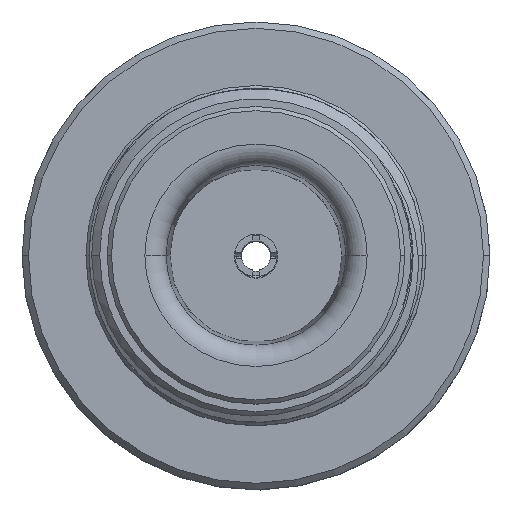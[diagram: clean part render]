
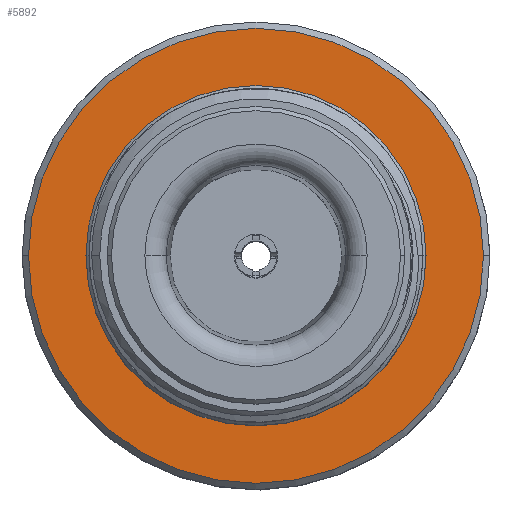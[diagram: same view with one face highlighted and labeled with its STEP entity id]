
A CAD part, top view. The second image highlights one B-rep face of the part: STEP entity #5892.
In plain terms, the highlighted planar face has unit normal (0, 0, 1).
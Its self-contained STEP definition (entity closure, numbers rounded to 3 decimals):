
#122 = AXIS2_PLACEMENT_3D ( 'NONE', #9309, #18008, #4915 ) ;
#1855 = CARTESIAN_POINT ( 'NONE',  ( 8., 0., 13.4 ) ) ;
#2341 = DIRECTION ( 'NONE',  ( -1., 0., 0. ) ) ;
#2536 = CARTESIAN_POINT ( 'NONE',  ( 0., 0., 13.4 ) ) ;
#2694 = VERTEX_POINT ( 'NONE', #6427 ) ;
#2888 = DIRECTION ( 'NONE',  ( -1., 0., 0. ) ) ;
#2890 = CARTESIAN_POINT ( 'NONE',  ( -8., 0., 13.4 ) ) ;
#3199 = FACE_OUTER_BOUND ( 'NONE', #9169, .T. ) ;
#3307 = DIRECTION ( 'NONE',  ( -1., 0., 0. ) ) ;
#4219 = DIRECTION ( 'NONE',  ( -1., 0., 0. ) ) ;
#4915 = DIRECTION ( 'NONE',  ( 1., 0., 0. ) ) ;
#5299 = AXIS2_PLACEMENT_3D ( 'NONE', #12925, #9848, #4219 ) ;
#5414 = EDGE_CURVE ( 'NONE', #16321, #8619, #12316, .T. ) ;
#5892 = ADVANCED_FACE ( 'NONE', ( #9400, #3199 ), #7869, .T. ) ;
#6427 = CARTESIAN_POINT ( 'NONE',  ( 10.7, 0., 13.4 ) ) ;
#6559 = CARTESIAN_POINT ( 'NONE',  ( 0., 0., 13.4 ) ) ;
#6807 = ORIENTED_EDGE ( 'NONE', *, *, #10669, .F. ) ;
#6851 = CIRCLE ( 'NONE', #17543, 10.7 ) ;
#7607 = CARTESIAN_POINT ( 'NONE',  ( 0., 0., 13.4 ) ) ;
#7869 = PLANE ( 'NONE',  #122 ) ;
#8619 = VERTEX_POINT ( 'NONE', #1855 ) ;
#8684 = EDGE_CURVE ( 'NONE', #8619, #16321, #18753, .T. ) ;
#8863 = AXIS2_PLACEMENT_3D ( 'NONE', #2536, #9887, #2341 ) ;
#8910 = ORIENTED_EDGE ( 'NONE', *, *, #9873, .F. ) ;
#9169 = EDGE_LOOP ( 'NONE', ( #8910, #6807 ) ) ;
#9309 = CARTESIAN_POINT ( 'NONE',  ( 0., 8., 13.4 ) ) ;
#9400 = FACE_BOUND ( 'NONE', #17624, .T. ) ;
#9848 = DIRECTION ( 'NONE',  ( 0., 0., -1. ) ) ;
#9873 = EDGE_CURVE ( 'NONE', #17893, #2694, #6851, .T. ) ;
#9887 = DIRECTION ( 'NONE',  ( 0., 0., -1. ) ) ;
#10606 = ORIENTED_EDGE ( 'NONE', *, *, #8684, .T. ) ;
#10669 = EDGE_CURVE ( 'NONE', #2694, #17893, #13141, .T. ) ;
#12316 = CIRCLE ( 'NONE', #18399, 8. ) ;
#12396 = DIRECTION ( 'NONE',  ( 0., 0., -1. ) ) ;
#12452 = CARTESIAN_POINT ( 'NONE',  ( -10.7, 0., 13.4 ) ) ;
#12925 = CARTESIAN_POINT ( 'NONE',  ( 0., 0., 13.4 ) ) ;
#13141 = CIRCLE ( 'NONE', #8863, 10.7 ) ;
#16319 = DIRECTION ( 'NONE',  ( 0., 0., -1. ) ) ;
#16321 = VERTEX_POINT ( 'NONE', #2890 ) ;
#17543 = AXIS2_PLACEMENT_3D ( 'NONE', #6559, #12396, #2888 ) ;
#17624 = EDGE_LOOP ( 'NONE', ( #18230, #10606 ) ) ;
#17893 = VERTEX_POINT ( 'NONE', #12452 ) ;
#18008 = DIRECTION ( 'NONE',  ( 0., 0., 1. ) ) ;
#18230 = ORIENTED_EDGE ( 'NONE', *, *, #5414, .T. ) ;
#18399 = AXIS2_PLACEMENT_3D ( 'NONE', #7607, #16319, #3307 ) ;
#18753 = CIRCLE ( 'NONE', #5299, 8. ) ;
